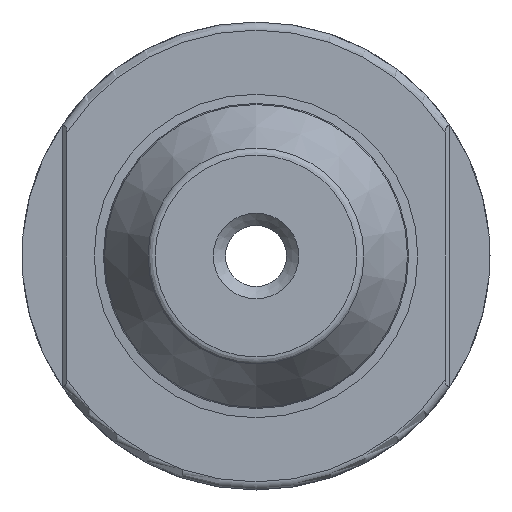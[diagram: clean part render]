
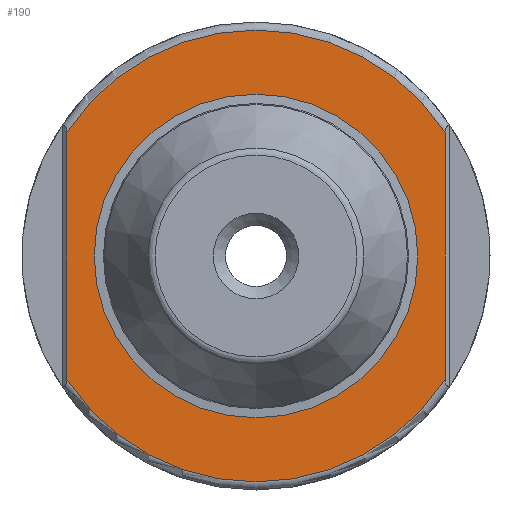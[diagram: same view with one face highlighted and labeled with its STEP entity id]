
A CAD part, left-side view. The second image highlights one B-rep face of the part: STEP entity #190.
In plain terms, the highlighted planar face has unit normal (-1, 0, 0).
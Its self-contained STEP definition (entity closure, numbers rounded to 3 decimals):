
#44=LINE('',#1143,#54);
#45=LINE('',#1144,#55);
#54=VECTOR('',#815,1.);
#55=VECTOR('',#816,1.);
#61=PLANE('',#687);
#112=FACE_BOUND('',#270,.T.);
#113=FACE_BOUND('',#271,.T.);
#190=ADVANCED_FACE('',(#112,#113),#61,.F.);
#270=EDGE_LOOP('',(#426,#427,#428,#429));
#271=EDGE_LOOP('',(#430));
#344=CIRCLE('',#662,11.1);
#357=CIRCLE('',#684,11.1);
#358=CIRCLE('',#686,7.95);
#426=ORIENTED_EDGE('',*,*,#580,.F.);
#427=ORIENTED_EDGE('',*,*,#604,.T.);
#428=ORIENTED_EDGE('',*,*,#599,.F.);
#429=ORIENTED_EDGE('',*,*,#605,.T.);
#430=ORIENTED_EDGE('',*,*,#606,.T.);
#523=VERTEX_POINT('',#1003);
#524=VERTEX_POINT('',#1005);
#541=VERTEX_POINT('',#1077);
#542=VERTEX_POINT('',#1078);
#545=VERTEX_POINT('',#1146);
#580=EDGE_CURVE('',#523,#524,#344,.T.);
#599=EDGE_CURVE('',#541,#542,#357,.T.);
#604=EDGE_CURVE('',#523,#542,#44,.T.);
#605=EDGE_CURVE('',#541,#524,#45,.T.);
#606=EDGE_CURVE('',#545,#545,#358,.T.);
#662=AXIS2_PLACEMENT_3D('',#1004,#763,#764);
#684=AXIS2_PLACEMENT_3D('',#1076,#811,#812);
#686=AXIS2_PLACEMENT_3D('',#1145,#817,#818);
#687=AXIS2_PLACEMENT_3D('',#1147,#819,#820);
#763=DIRECTION('',(1.,0.,0.));
#764=DIRECTION('',(0.,0.,-1.));
#811=DIRECTION('',(1.,0.,0.));
#812=DIRECTION('',(0.,0.,-1.));
#815=DIRECTION('',(0.,0.,1.));
#816=DIRECTION('',(0.,0.,-1.));
#817=DIRECTION('',(1.,0.,0.));
#818=DIRECTION('',(0.,0.,-1.));
#819=DIRECTION('',(1.,0.,0.));
#820=DIRECTION('',(0.,0.,-1.));
#1003=CARTESIAN_POINT('',(29.,-9.3,-6.06));
#1004=CARTESIAN_POINT('',(29.,0.,0.));
#1005=CARTESIAN_POINT('',(29.,9.3,-6.06));
#1076=CARTESIAN_POINT('',(29.,0.,0.));
#1077=CARTESIAN_POINT('',(29.,9.3,6.06));
#1078=CARTESIAN_POINT('',(29.,-9.3,6.06));
#1143=CARTESIAN_POINT('',(29.,-9.3,0.));
#1144=CARTESIAN_POINT('',(29.,9.3,0.));
#1145=CARTESIAN_POINT('',(29.,0.,0.));
#1146=CARTESIAN_POINT('',(29.,0.,-7.95));
#1147=CARTESIAN_POINT('',(29.,7.95,0.));
